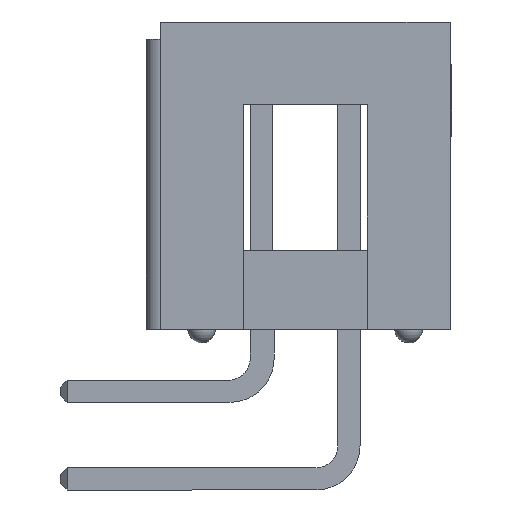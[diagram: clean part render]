
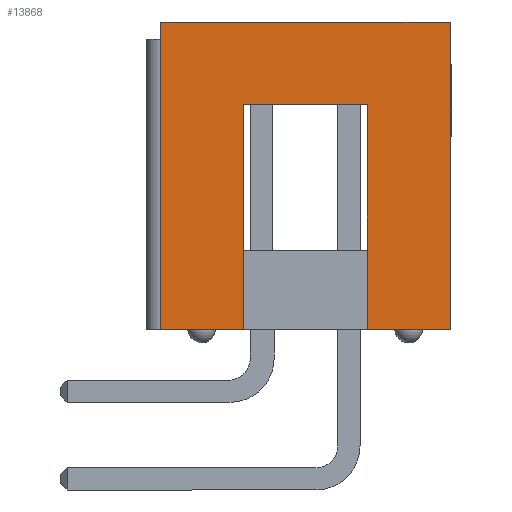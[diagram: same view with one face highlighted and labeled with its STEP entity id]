
A CAD part, left-side view. The second image highlights one B-rep face of the part: STEP entity #13868.
In plain terms, the highlighted planar face has unit normal (-1, 0, 0).
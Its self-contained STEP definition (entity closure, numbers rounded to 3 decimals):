
#59 = CARTESIAN_POINT ( 'NONE',  ( -16.82, -2.8, 9.57 ) ) ;
#140 = DIRECTION ( 'NONE',  ( 0., 0., -1. ) ) ;
#207 = CARTESIAN_POINT ( 'NONE',  ( -16.82, -6.4, 3.07 ) ) ;
#506 = VECTOR ( 'NONE', #6951, 1000. ) ;
#989 = CARTESIAN_POINT ( 'NONE',  ( -16.82, -8.8, 3.07 ) ) ;
#1009 = ORIENTED_EDGE ( 'NONE', *, *, #12037, .T. ) ;
#1182 = LINE ( 'NONE', #3409, #7227 ) ;
#1238 = CARTESIAN_POINT ( 'NONE',  ( -16.82, -2.8, 3.07 ) ) ;
#1344 = CARTESIAN_POINT ( 'NONE',  ( -16.82, -8.8, 11.97 ) ) ;
#2425 = CARTESIAN_POINT ( 'NONE',  ( -16.82, -4.6, 11.97 ) ) ;
#2450 = EDGE_LOOP ( 'NONE', ( #1009, #3984, #8904, #5606, #11506, #8457, #8552, #14044 ) ) ;
#2530 = DIRECTION ( 'NONE',  ( 0., 0., 1. ) ) ;
#2558 = VERTEX_POINT ( 'NONE', #207 ) ;
#2594 = CARTESIAN_POINT ( 'NONE',  ( -16.82, -8.8, 3.07 ) ) ;
#3409 = CARTESIAN_POINT ( 'NONE',  ( -16.82, -0.4, 3.07 ) ) ;
#3984 = ORIENTED_EDGE ( 'NONE', *, *, #4176, .F. ) ;
#4061 = EDGE_CURVE ( 'NONE', #10443, #5262, #5546, .T. ) ;
#4176 = EDGE_CURVE ( 'NONE', #14054, #12615, #4568, .T. ) ;
#4462 = CARTESIAN_POINT ( 'NONE',  ( -16.82, -8.8, 9.57 ) ) ;
#4568 = LINE ( 'NONE', #2425, #506 ) ;
#4576 = DIRECTION ( 'NONE',  ( 0., 0., 1. ) ) ;
#4580 = VERTEX_POINT ( 'NONE', #12978 ) ;
#4869 = AXIS2_PLACEMENT_3D ( 'NONE', #13632, #12660, #2530 ) ;
#5262 = VERTEX_POINT ( 'NONE', #59 ) ;
#5469 = DIRECTION ( 'NONE',  ( 0., 0., 1. ) ) ;
#5546 = LINE ( 'NONE', #1238, #10218 ) ;
#5606 = ORIENTED_EDGE ( 'NONE', *, *, #13483, .T. ) ;
#5769 = CARTESIAN_POINT ( 'NONE',  ( -16.82, -6.4, 3.07 ) ) ;
#6381 = VERTEX_POINT ( 'NONE', #11987 ) ;
#6506 = VECTOR ( 'NONE', #11276, 1000. ) ;
#6635 = LINE ( 'NONE', #11132, #7915 ) ;
#6755 = FACE_OUTER_BOUND ( 'NONE', #2450, .T. ) ;
#6882 = LINE ( 'NONE', #5769, #7949 ) ;
#6951 = DIRECTION ( 'NONE',  ( 0., -1., 0. ) ) ;
#7227 = VECTOR ( 'NONE', #4576, 1000. ) ;
#7248 = DIRECTION ( 'NONE',  ( 0., 0., 1. ) ) ;
#7915 = VECTOR ( 'NONE', #10466, 1000. ) ;
#7949 = VECTOR ( 'NONE', #140, 1000. ) ;
#8142 = PLANE ( 'NONE',  #4869 ) ;
#8282 = CARTESIAN_POINT ( 'NONE',  ( -16.82, -6.4, 9.57 ) ) ;
#8457 = ORIENTED_EDGE ( 'NONE', *, *, #12513, .T. ) ;
#8552 = ORIENTED_EDGE ( 'NONE', *, *, #9290, .T. ) ;
#8840 = EDGE_CURVE ( 'NONE', #4580, #14054, #1182, .T. ) ;
#8904 = ORIENTED_EDGE ( 'NONE', *, *, #8840, .F. ) ;
#9290 = EDGE_CURVE ( 'NONE', #12029, #2558, #6882, .T. ) ;
#9618 = LINE ( 'NONE', #2594, #14068 ) ;
#9941 = LINE ( 'NONE', #4462, #6506 ) ;
#10218 = VECTOR ( 'NONE', #5469, 1000. ) ;
#10443 = VERTEX_POINT ( 'NONE', #13556 ) ;
#10466 = DIRECTION ( 'NONE',  ( 0., -1., 0. ) ) ;
#11132 = CARTESIAN_POINT ( 'NONE',  ( -16.82, -8.8, 3.07 ) ) ;
#11137 = LINE ( 'NONE', #989, #14545 ) ;
#11276 = DIRECTION ( 'NONE',  ( 0., -1., 0. ) ) ;
#11506 = ORIENTED_EDGE ( 'NONE', *, *, #4061, .T. ) ;
#11987 = CARTESIAN_POINT ( 'NONE',  ( -16.82, -8.8, 3.07 ) ) ;
#12029 = VERTEX_POINT ( 'NONE', #8282 ) ;
#12037 = EDGE_CURVE ( 'NONE', #6381, #12615, #9618, .T. ) ;
#12316 = DIRECTION ( 'NONE',  ( 0., -1., 0. ) ) ;
#12513 = EDGE_CURVE ( 'NONE', #5262, #12029, #9941, .T. ) ;
#12615 = VERTEX_POINT ( 'NONE', #1344 ) ;
#12660 = DIRECTION ( 'NONE',  ( -1., 0., 0. ) ) ;
#12978 = CARTESIAN_POINT ( 'NONE',  ( -16.82, -0.4, 3.07 ) ) ;
#13483 = EDGE_CURVE ( 'NONE', #4580, #10443, #6635, .T. ) ;
#13556 = CARTESIAN_POINT ( 'NONE',  ( -16.82, -2.8, 3.07 ) ) ;
#13632 = CARTESIAN_POINT ( 'NONE',  ( -16.82, -8.8, 3.07 ) ) ;
#13868 = ADVANCED_FACE ( 'NONE', ( #6755 ), #8142, .T. ) ;
#14044 = ORIENTED_EDGE ( 'NONE', *, *, #14455, .T. ) ;
#14054 = VERTEX_POINT ( 'NONE', #14627 ) ;
#14068 = VECTOR ( 'NONE', #7248, 1000. ) ;
#14455 = EDGE_CURVE ( 'NONE', #2558, #6381, #11137, .T. ) ;
#14545 = VECTOR ( 'NONE', #12316, 1000. ) ;
#14627 = CARTESIAN_POINT ( 'NONE',  ( -16.82, -0.4, 11.97 ) ) ;
